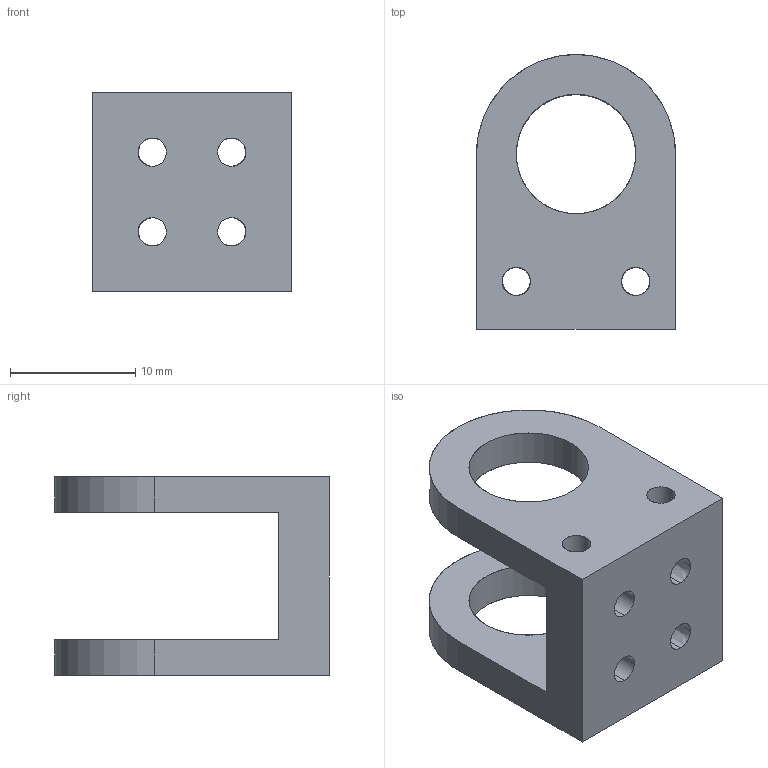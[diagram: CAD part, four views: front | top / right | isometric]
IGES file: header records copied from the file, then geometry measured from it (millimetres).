
Start section: SolidWorks IGES file using analytic representation for surfaces
Global section: file name: n05-headyoke.IGS; native system: SolidWorks 2006 by SolidWorks Corporation; preprocessor: SolidWorks 2006 by SolidWorks Corporation; author: leinad; date: 080605.115647; units: inch
Bounding box: 15.88 x 21.91 x 15.88 mm (x, y, z)
Surface area: 2000 mm2 (no closed solid volume)
Topology: 0 solids, 0 shells, 30 faces, 996 edges, 1104 vertices
Faces by surface type: revolution 20, bspline 10
